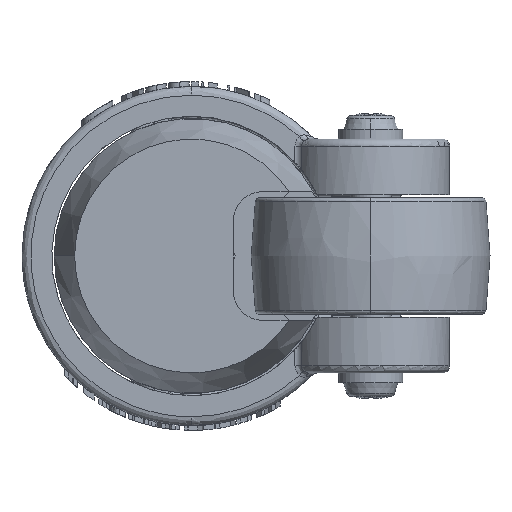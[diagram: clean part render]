
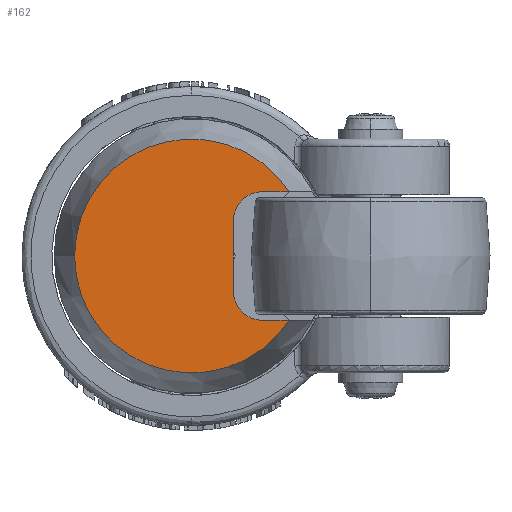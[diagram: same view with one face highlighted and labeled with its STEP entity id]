
A CAD part, front view. The second image highlights one B-rep face of the part: STEP entity #162.
In plain terms, the highlighted planar face has unit normal (0, -1, 0).
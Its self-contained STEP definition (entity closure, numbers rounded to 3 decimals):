
#162 = ADVANCED_FACE ( 'NONE', ( #12273 ), #26922, .T. ) ;
#563 = AXIS2_PLACEMENT_3D ( 'NONE', #29034, #4998, #22500 ) ;
#2413 = DIRECTION ( 'NONE',  ( 0., -1., 0. ) ) ;
#2580 = EDGE_CURVE ( 'NONE', #12047, #17644, #12413, .T. ) ;
#3048 = ORIENTED_EDGE ( 'NONE', *, *, #31028, .T. ) ;
#4040 = AXIS2_PLACEMENT_3D ( 'NONE', #22305, #2413, #24530 ) ;
#4268 = VERTEX_POINT ( 'NONE', #12026 ) ;
#4998 = DIRECTION ( 'NONE',  ( 0., 1., 0. ) ) ;
#6035 = DIRECTION ( 'NONE',  ( 1., 0., 0. ) ) ;
#6169 = DIRECTION ( 'NONE',  ( 0., -1., 0. ) ) ;
#6478 = DIRECTION ( 'NONE',  ( 0.835, 0., 0.55 ) ) ;
#7138 = CARTESIAN_POINT ( 'NONE',  ( 2.511, -39.095, 13.473 ) ) ;
#7304 = DIRECTION ( 'NONE',  ( 0., 1., 0. ) ) ;
#7836 = CARTESIAN_POINT ( 'NONE',  ( -17.947, -39.095, 0. ) ) ;
#8520 = ORIENTED_EDGE ( 'NONE', *, *, #24184, .T. ) ;
#8775 = AXIS2_PLACEMENT_3D ( 'NONE', #7836, #29638, #24700 ) ;
#8910 = EDGE_CURVE ( 'NONE', #12047, #24898, #22511, .T. ) ;
#9065 = ORIENTED_EDGE ( 'NONE', *, *, #2580, .T. ) ;
#9706 = CIRCLE ( 'NONE', #563, 6.124 ) ;
#10627 = CARTESIAN_POINT ( 'NONE',  ( -3.097, -39.095, 13.473 ) ) ;
#10924 = CARTESIAN_POINT ( 'NONE',  ( 2.511, -39.095, -13.473 ) ) ;
#11586 = CARTESIAN_POINT ( 'NONE',  ( -3.097, -39.095, 13.473 ) ) ;
#12026 = CARTESIAN_POINT ( 'NONE',  ( -9.221, -39.095, 7.349 ) ) ;
#12047 = VERTEX_POINT ( 'NONE', #10924 ) ;
#12273 = FACE_OUTER_BOUND ( 'NONE', #28137, .T. ) ;
#12413 = LINE ( 'NONE', #19735, #19351 ) ;
#13344 = LINE ( 'NONE', #11586, #30926 ) ;
#13701 = CARTESIAN_POINT ( 'NONE',  ( -9.221, -39.095, -7.349 ) ) ;
#14160 = ORIENTED_EDGE ( 'NONE', *, *, #23404, .T. ) ;
#14946 = DIRECTION ( 'NONE',  ( -1., 0., 0. ) ) ;
#16266 = CIRCLE ( 'NONE', #28474, 24.496 ) ;
#17279 = VERTEX_POINT ( 'NONE', #7138 ) ;
#17456 = EDGE_CURVE ( 'NONE', #25511, #4268, #20406, .T. ) ;
#17644 = VERTEX_POINT ( 'NONE', #29902 ) ;
#18227 = CIRCLE ( 'NONE', #28932, 6.124 ) ;
#18231 = CARTESIAN_POINT ( 'NONE',  ( -17.947, -39.095, 0. ) ) ;
#19009 = VERTEX_POINT ( 'NONE', #10627 ) ;
#19230 = DIRECTION ( 'NONE',  ( 0., 0., -1. ) ) ;
#19351 = VECTOR ( 'NONE', #14946, 1000. ) ;
#19735 = CARTESIAN_POINT ( 'NONE',  ( 2.511, -39.095, -13.473 ) ) ;
#20406 = LINE ( 'NONE', #13701, #21260 ) ;
#21260 = VECTOR ( 'NONE', #30103, 1000. ) ;
#21944 = CARTESIAN_POINT ( 'NONE',  ( -3.097, -39.095, -7.349 ) ) ;
#22305 = CARTESIAN_POINT ( 'NONE',  ( -42.713, -39.095, 24.79 ) ) ;
#22500 = DIRECTION ( 'NONE',  ( -1., 0., 0. ) ) ;
#22511 = CIRCLE ( 'NONE', #8775, 24.496 ) ;
#23404 = EDGE_CURVE ( 'NONE', #19009, #17279, #13344, .T. ) ;
#23786 = CARTESIAN_POINT ( 'NONE',  ( -42.443, -39.095, 0. ) ) ;
#24010 = ORIENTED_EDGE ( 'NONE', *, *, #29648, .T. ) ;
#24020 = ORIENTED_EDGE ( 'NONE', *, *, #17456, .T. ) ;
#24184 = EDGE_CURVE ( 'NONE', #17644, #25511, #18227, .T. ) ;
#24530 = DIRECTION ( 'NONE',  ( 0., 0., -1. ) ) ;
#24700 = DIRECTION ( 'NONE',  ( 0.835, 0., -0.55 ) ) ;
#24898 = VERTEX_POINT ( 'NONE', #23786 ) ;
#25511 = VERTEX_POINT ( 'NONE', #30669 ) ;
#26922 = PLANE ( 'NONE',  #4040 ) ;
#28137 = EDGE_LOOP ( 'NONE', ( #3048, #14160, #24010, #28826, #9065, #8520, #24020 ) ) ;
#28474 = AXIS2_PLACEMENT_3D ( 'NONE', #18231, #6169, #6478 ) ;
#28826 = ORIENTED_EDGE ( 'NONE', *, *, #8910, .F. ) ;
#28932 = AXIS2_PLACEMENT_3D ( 'NONE', #21944, #7304, #19230 ) ;
#29034 = CARTESIAN_POINT ( 'NONE',  ( -3.097, -39.095, 7.349 ) ) ;
#29638 = DIRECTION ( 'NONE',  ( 0., 1., 0. ) ) ;
#29648 = EDGE_CURVE ( 'NONE', #17279, #24898, #16266, .T. ) ;
#29902 = CARTESIAN_POINT ( 'NONE',  ( -3.097, -39.095, -13.473 ) ) ;
#30103 = DIRECTION ( 'NONE',  ( 0., 0., 1. ) ) ;
#30669 = CARTESIAN_POINT ( 'NONE',  ( -9.221, -39.095, -7.349 ) ) ;
#30926 = VECTOR ( 'NONE', #6035, 1000. ) ;
#31028 = EDGE_CURVE ( 'NONE', #4268, #19009, #9706, .T. ) ;
